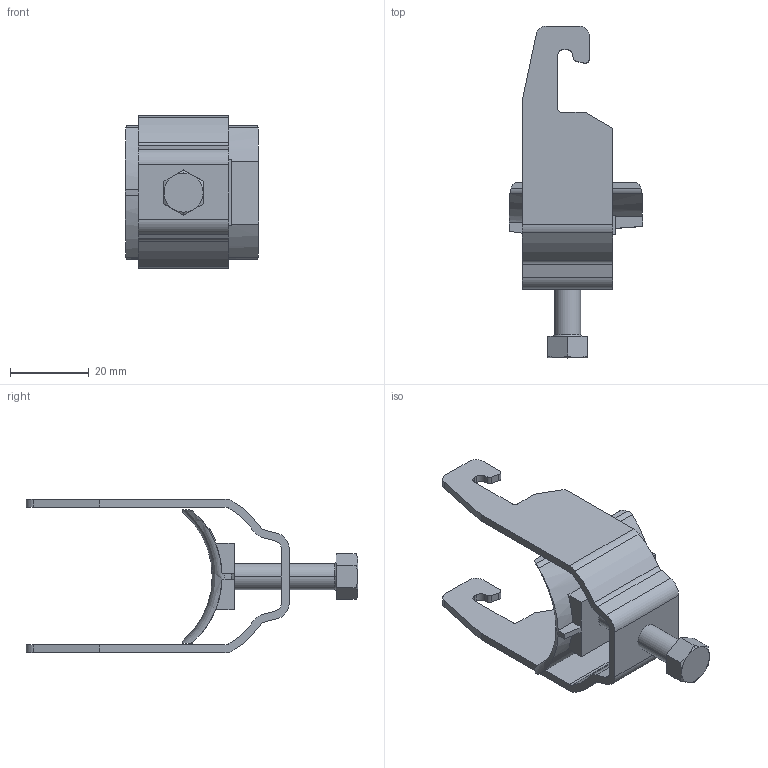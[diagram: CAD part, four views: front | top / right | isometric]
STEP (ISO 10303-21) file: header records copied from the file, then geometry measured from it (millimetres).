
FILE_DESCRIPTION((''),'2;1');
FILE_NAME('1175343_ASM','2012-08-13T',('AndreasKeweloh'),(''),'PRO/ENGINEER BY PARAMETRIC TECHNOLOGY CORPORATION, 2012130','PRO/ENGINEER BY PARAMETRIC TECHNOLOGY CORPORATION, 2012130','');
FILE_SCHEMA(('CONFIG_CONTROL_DESIGN'));
Length unit declared in the file: millimetre
Products named in the file (5): 1175343KUNSTSTOFF; 1175343KUNSTST_ASM; 1175343SCHRAUBE_M8; 1175343SCHELLENKOERPER; 1175343_ASM
Assembly tree (4 placements, depth 3):
  1175343_ASM
    1175343KUNSTST_ASM
      1175343KUNSTSTOFF
    1175343SCHRAUBE_M8
    1175343SCHELLENKOERPER
Bounding box: 34 x 84.5 x 39 mm (x, y, z)
Volume: 11732.5 mm3; surface area: 10852.6 mm2
Topology: 3 solids, 3 shells, 329 faces, 935 edges, 622 vertices
Faces by surface type: plane 270, cylinder 53, torus 4, cone 2
Entity records: 11008 total; most frequent: CARTESIAN_POINT 2842, ORIENTED_EDGE 1870, DIRECTION 1420, EDGE_CURVE 935, VERTEX_POINT 622, AXIS2_PLACEMENT_3D 487, VECTOR 446, LINE 446
